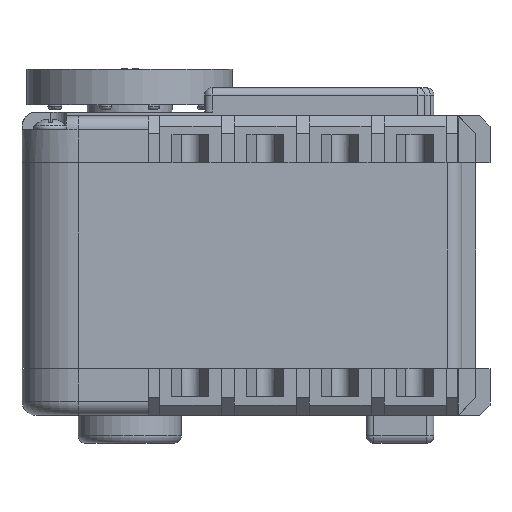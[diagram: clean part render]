
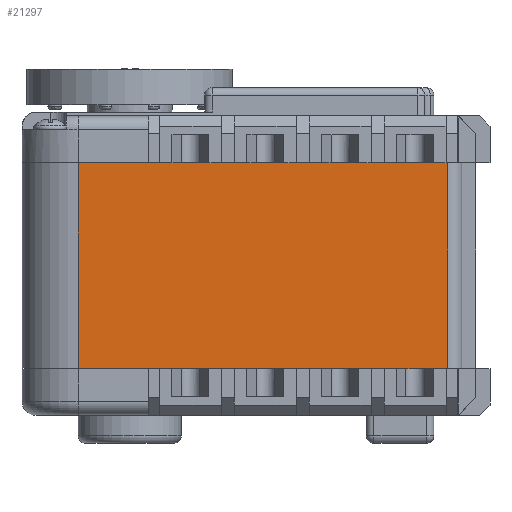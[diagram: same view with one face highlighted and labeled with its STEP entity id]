
A CAD part, left-side view. The second image highlights one B-rep face of the part: STEP entity #21297.
In plain terms, the highlighted planar face has unit normal (-1, 0, 0).
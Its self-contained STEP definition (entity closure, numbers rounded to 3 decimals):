
#1434=FACE_OUTER_BOUND('',#2649,.T.);
#2649=EDGE_LOOP('',(#14110,#14111,#14112,#14113,#14114,#14115,#14116,#14117,
#14118,#14119,#14120,#14121,#14122,#14123,#14124,#14125,#14126,#14127,#14128,
#14129,#14130,#14131,#14132,#14133));
#3985=LINE('',#30976,#6321);
#3991=LINE('',#30988,#6327);
#3992=LINE('',#30990,#6328);
#3993=LINE('',#30992,#6329);
#3994=LINE('',#30994,#6330);
#3995=LINE('',#30996,#6331);
#3996=LINE('',#30998,#6332);
#3997=LINE('',#31000,#6333);
#3998=LINE('',#31002,#6334);
#3999=LINE('',#31004,#6335);
#4000=LINE('',#31006,#6336);
#4001=LINE('',#31008,#6337);
#4002=LINE('',#31010,#6338);
#4003=LINE('',#31012,#6339);
#4004=LINE('',#31014,#6340);
#4005=LINE('',#31015,#6341);
#4006=LINE('',#31017,#6342);
#4007=LINE('',#31019,#6343);
#4008=LINE('',#31021,#6344);
#4009=LINE('',#31023,#6345);
#4010=LINE('',#31025,#6346);
#4011=LINE('',#31027,#6347);
#4012=LINE('',#31029,#6348);
#4013=LINE('',#31030,#6349);
#6321=VECTOR('',#24670,10.);
#6327=VECTOR('',#24678,10.);
#6328=VECTOR('',#24679,10.);
#6329=VECTOR('',#24680,10.);
#6330=VECTOR('',#24681,10.);
#6331=VECTOR('',#24682,10.);
#6332=VECTOR('',#24683,10.);
#6333=VECTOR('',#24684,10.);
#6334=VECTOR('',#24685,10.);
#6335=VECTOR('',#24686,10.);
#6336=VECTOR('',#24687,10.);
#6337=VECTOR('',#24688,10.);
#6338=VECTOR('',#24689,10.);
#6339=VECTOR('',#24690,10.);
#6340=VECTOR('',#24691,10.);
#6341=VECTOR('',#24692,10.);
#6342=VECTOR('',#24693,10.);
#6343=VECTOR('',#24694,10.);
#6344=VECTOR('',#24695,10.);
#6345=VECTOR('',#24696,10.);
#6346=VECTOR('',#24697,10.);
#6347=VECTOR('',#24698,10.);
#6348=VECTOR('',#24699,10.);
#6349=VECTOR('',#24700,10.);
#8688=VERTEX_POINT('',#30974);
#8689=VERTEX_POINT('',#30975);
#8693=VERTEX_POINT('',#30986);
#8694=VERTEX_POINT('',#30987);
#8695=VERTEX_POINT('',#30989);
#8696=VERTEX_POINT('',#30991);
#8697=VERTEX_POINT('',#30993);
#8698=VERTEX_POINT('',#30995);
#8699=VERTEX_POINT('',#30997);
#8700=VERTEX_POINT('',#30999);
#8701=VERTEX_POINT('',#31001);
#8702=VERTEX_POINT('',#31003);
#8703=VERTEX_POINT('',#31005);
#8704=VERTEX_POINT('',#31007);
#8705=VERTEX_POINT('',#31009);
#8706=VERTEX_POINT('',#31011);
#8707=VERTEX_POINT('',#31013);
#8708=VERTEX_POINT('',#31016);
#8709=VERTEX_POINT('',#31018);
#8710=VERTEX_POINT('',#31020);
#8711=VERTEX_POINT('',#31022);
#8712=VERTEX_POINT('',#31024);
#8713=VERTEX_POINT('',#31026);
#8714=VERTEX_POINT('',#31028);
#10823=EDGE_CURVE('',#8688,#8689,#3985,.T.);
#10829=EDGE_CURVE('',#8693,#8694,#3991,.T.);
#10830=EDGE_CURVE('',#8694,#8695,#3992,.T.);
#10831=EDGE_CURVE('',#8696,#8695,#3993,.T.);
#10832=EDGE_CURVE('',#8697,#8696,#3994,.T.);
#10833=EDGE_CURVE('',#8698,#8697,#3995,.T.);
#10834=EDGE_CURVE('',#8699,#8698,#3996,.T.);
#10835=EDGE_CURVE('',#8700,#8699,#3997,.T.);
#10836=EDGE_CURVE('',#8701,#8700,#3998,.T.);
#10837=EDGE_CURVE('',#8702,#8701,#3999,.T.);
#10838=EDGE_CURVE('',#8703,#8702,#4000,.T.);
#10839=EDGE_CURVE('',#8704,#8703,#4001,.T.);
#10840=EDGE_CURVE('',#8705,#8704,#4002,.T.);
#10841=EDGE_CURVE('',#8705,#8706,#4003,.T.);
#10842=EDGE_CURVE('',#8706,#8707,#4004,.T.);
#10843=EDGE_CURVE('',#8689,#8707,#4005,.T.);
#10844=EDGE_CURVE('',#8688,#8708,#4006,.T.);
#10845=EDGE_CURVE('',#8708,#8709,#4007,.T.);
#10846=EDGE_CURVE('',#8709,#8710,#4008,.T.);
#10847=EDGE_CURVE('',#8710,#8711,#4009,.T.);
#10848=EDGE_CURVE('',#8711,#8712,#4010,.T.);
#10849=EDGE_CURVE('',#8712,#8713,#4011,.T.);
#10850=EDGE_CURVE('',#8713,#8714,#4012,.T.);
#10851=EDGE_CURVE('',#8714,#8693,#4013,.T.);
#14110=ORIENTED_EDGE('',*,*,#10829,.T.);
#14111=ORIENTED_EDGE('',*,*,#10830,.T.);
#14112=ORIENTED_EDGE('',*,*,#10831,.F.);
#14113=ORIENTED_EDGE('',*,*,#10832,.F.);
#14114=ORIENTED_EDGE('',*,*,#10833,.F.);
#14115=ORIENTED_EDGE('',*,*,#10834,.F.);
#14116=ORIENTED_EDGE('',*,*,#10835,.F.);
#14117=ORIENTED_EDGE('',*,*,#10836,.F.);
#14118=ORIENTED_EDGE('',*,*,#10837,.F.);
#14119=ORIENTED_EDGE('',*,*,#10838,.F.);
#14120=ORIENTED_EDGE('',*,*,#10839,.F.);
#14121=ORIENTED_EDGE('',*,*,#10840,.F.);
#14122=ORIENTED_EDGE('',*,*,#10841,.T.);
#14123=ORIENTED_EDGE('',*,*,#10842,.T.);
#14124=ORIENTED_EDGE('',*,*,#10843,.F.);
#14125=ORIENTED_EDGE('',*,*,#10823,.F.);
#14126=ORIENTED_EDGE('',*,*,#10844,.T.);
#14127=ORIENTED_EDGE('',*,*,#10845,.T.);
#14128=ORIENTED_EDGE('',*,*,#10846,.T.);
#14129=ORIENTED_EDGE('',*,*,#10847,.T.);
#14130=ORIENTED_EDGE('',*,*,#10848,.T.);
#14131=ORIENTED_EDGE('',*,*,#10849,.T.);
#14132=ORIENTED_EDGE('',*,*,#10850,.T.);
#14133=ORIENTED_EDGE('',*,*,#10851,.T.);
#20464=PLANE('',#22567);
#21297=ADVANCED_FACE('',(#1434),#20464,.T.);
#22567=AXIS2_PLACEMENT_3D('',#30985,#24676,#24677);
#24670=DIRECTION('',(0.,0.,1.));
#24676=DIRECTION('center_axis',(-1.,0.,0.));
#24677=DIRECTION('ref_axis',(0.,0.,1.));
#24678=DIRECTION('',(0.,-1.,0.));
#24679=DIRECTION('',(0.,0.,1.));
#24680=DIRECTION('',(0.,-1.,0.));
#24681=DIRECTION('',(0.,-1.,0.));
#24682=DIRECTION('',(0.,-1.,0.));
#24683=DIRECTION('',(0.,-1.,0.));
#24684=DIRECTION('',(0.,-1.,0.));
#24685=DIRECTION('',(0.,-1.,0.));
#24686=DIRECTION('',(0.,-1.,0.));
#24687=DIRECTION('',(0.,-1.,0.));
#24688=DIRECTION('',(0.,-1.,0.));
#24689=DIRECTION('',(0.,0.,1.));
#24690=DIRECTION('',(0.,1.,0.));
#24691=DIRECTION('',(0.,0.,-1.));
#24692=DIRECTION('',(0.,1.,0.));
#24693=DIRECTION('',(0.,-1.,0.));
#24694=DIRECTION('',(0.,-1.,0.));
#24695=DIRECTION('',(0.,-1.,0.));
#24696=DIRECTION('',(0.,-1.,0.));
#24697=DIRECTION('',(0.,-1.,0.));
#24698=DIRECTION('',(0.,-1.,0.));
#24699=DIRECTION('',(0.,-1.,0.));
#24700=DIRECTION('',(0.,-1.,0.));
#30974=CARTESIAN_POINT('',(-13.,-2.,-11.));
#30975=CARTESIAN_POINT('',(-13.,-2.,-10.975));
#30976=CARTESIAN_POINT('',(-13.,-2.,-11.));
#30985=CARTESIAN_POINT('Origin',(-13.,-14.25,-11.001));
#30986=CARTESIAN_POINT('',(-13.,-31.48,-11.));
#30987=CARTESIAN_POINT('',(-13.,-34.,-11.));
#30988=CARTESIAN_POINT('',(-13.,-31.48,-11.));
#30989=CARTESIAN_POINT('',(-13.,-34.,11.));
#30990=CARTESIAN_POINT('',(-13.,-34.,-11.));
#30991=CARTESIAN_POINT('',(-13.,-31.48,11.));
#30992=CARTESIAN_POINT('',(-13.,-31.48,11.));
#30993=CARTESIAN_POINT('',(-13.,-29.52,11.));
#30994=CARTESIAN_POINT('',(-13.,-29.52,11.));
#30995=CARTESIAN_POINT('',(-13.,-23.48,11.));
#30996=CARTESIAN_POINT('',(-13.,-23.48,11.));
#30997=CARTESIAN_POINT('',(-13.,-21.52,11.));
#30998=CARTESIAN_POINT('',(-13.,-21.52,11.));
#30999=CARTESIAN_POINT('',(-13.,-15.48,11.));
#31000=CARTESIAN_POINT('',(-13.,-15.48,11.));
#31001=CARTESIAN_POINT('',(-13.,-13.52,11.));
#31002=CARTESIAN_POINT('',(-13.,-13.52,11.));
#31003=CARTESIAN_POINT('',(-13.,-7.48,11.));
#31004=CARTESIAN_POINT('',(-13.,-7.48,11.));
#31005=CARTESIAN_POINT('',(-13.,-5.52,11.));
#31006=CARTESIAN_POINT('',(-13.,-5.52,11.));
#31007=CARTESIAN_POINT('',(-13.,-2.,11.));
#31008=CARTESIAN_POINT('',(-13.,-2.,11.));
#31009=CARTESIAN_POINT('',(-13.,-2.,10.975));
#31010=CARTESIAN_POINT('',(-13.,-2.,10.975));
#31011=CARTESIAN_POINT('',(-13.,5.5,10.975));
#31012=CARTESIAN_POINT('',(-13.,-2.,10.975));
#31013=CARTESIAN_POINT('',(-13.,5.5,-10.975));
#31014=CARTESIAN_POINT('',(-13.,5.5,10.975));
#31015=CARTESIAN_POINT('',(-13.,-2.,-10.975));
#31016=CARTESIAN_POINT('',(-13.,-5.52,-11.));
#31017=CARTESIAN_POINT('',(-13.,-2.,-11.));
#31018=CARTESIAN_POINT('',(-13.,-7.48,-11.));
#31019=CARTESIAN_POINT('',(-13.,-5.52,-11.));
#31020=CARTESIAN_POINT('',(-13.,-13.52,-11.));
#31021=CARTESIAN_POINT('',(-13.,-7.48,-11.));
#31022=CARTESIAN_POINT('',(-13.,-15.48,-11.));
#31023=CARTESIAN_POINT('',(-13.,-13.52,-11.));
#31024=CARTESIAN_POINT('',(-13.,-21.52,-11.));
#31025=CARTESIAN_POINT('',(-13.,-15.48,-11.));
#31026=CARTESIAN_POINT('',(-13.,-23.48,-11.));
#31027=CARTESIAN_POINT('',(-13.,-21.52,-11.));
#31028=CARTESIAN_POINT('',(-13.,-29.52,-11.));
#31029=CARTESIAN_POINT('',(-13.,-23.48,-11.));
#31030=CARTESIAN_POINT('',(-13.,-29.52,-11.));
